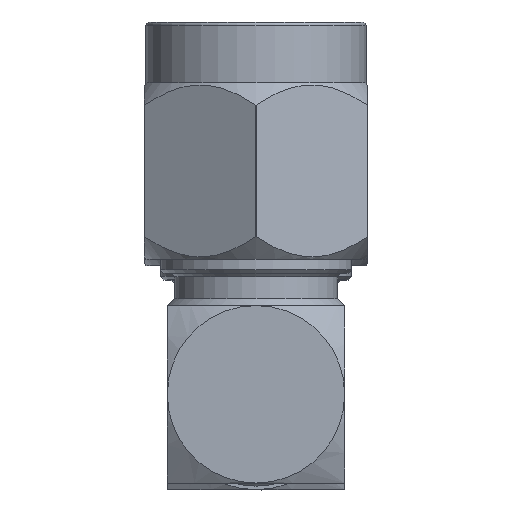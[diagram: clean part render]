
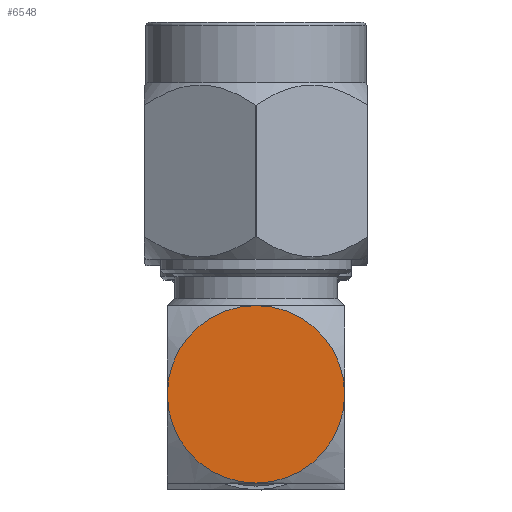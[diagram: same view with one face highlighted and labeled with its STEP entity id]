
A CAD part, top view. The second image highlights one B-rep face of the part: STEP entity #6548.
In plain terms, the highlighted face is planar.
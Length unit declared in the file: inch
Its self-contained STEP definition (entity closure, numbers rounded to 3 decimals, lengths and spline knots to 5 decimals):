
#132 = VERTEX_POINT ( 'NONE', #5344 ) ;
#294 = CARTESIAN_POINT ( 'NONE',  ( -0.125, -0.36023, -0.125 ) ) ;
#1220 = PLANE ( 'NONE',  #5353 ) ;
#1847 = CIRCLE ( 'NONE', #3703, 0.125 ) ;
#1959 = CARTESIAN_POINT ( 'NONE',  ( -0.125, -0.48523, -0.125 ) ) ;
#2268 = DIRECTION ( 'NONE',  ( 0., 0., 1. ) ) ;
#2520 = EDGE_CURVE ( 'NONE', #132, #7857, #9713, .T. ) ;
#2974 = DIRECTION ( 'NONE',  ( 0., 0., 1. ) ) ;
#3703 = AXIS2_PLACEMENT_3D ( 'NONE', #4031, #6716, #2268 ) ;
#4031 = CARTESIAN_POINT ( 'NONE',  ( -0.125, -0.48523, 0. ) ) ;
#4065 = CARTESIAN_POINT ( 'NONE',  ( -0.125, -0.48523, 0. ) ) ;
#4955 = DIRECTION ( 'NONE',  ( 0., 0., 1. ) ) ;
#5344 = CARTESIAN_POINT ( 'NONE',  ( -0.125, -0.48523, 0.125 ) ) ;
#5353 = AXIS2_PLACEMENT_3D ( 'NONE', #294, #9260, #2974 ) ;
#5474 = EDGE_CURVE ( 'NONE', #7857, #132, #1847, .T. ) ;
#6548 = ADVANCED_FACE ( 'NONE', ( #8867 ), #1220, .T. ) ;
#6716 = DIRECTION ( 'NONE',  ( -1., 0., 0. ) ) ;
#7857 = VERTEX_POINT ( 'NONE', #1959 ) ;
#8656 = EDGE_LOOP ( 'NONE', ( #10214, #8941 ) ) ;
#8867 = FACE_OUTER_BOUND ( 'NONE', #8656, .T. ) ;
#8941 = ORIENTED_EDGE ( 'NONE', *, *, #2520, .T. ) ;
#9260 = DIRECTION ( 'NONE',  ( -1., 0., 0. ) ) ;
#9713 = CIRCLE ( 'NONE', #11317, 0.125 ) ;
#10214 = ORIENTED_EDGE ( 'NONE', *, *, #5474, .T. ) ;
#10304 = DIRECTION ( 'NONE',  ( -1., 0., 0. ) ) ;
#11317 = AXIS2_PLACEMENT_3D ( 'NONE', #4065, #10304, #4955 ) ;
